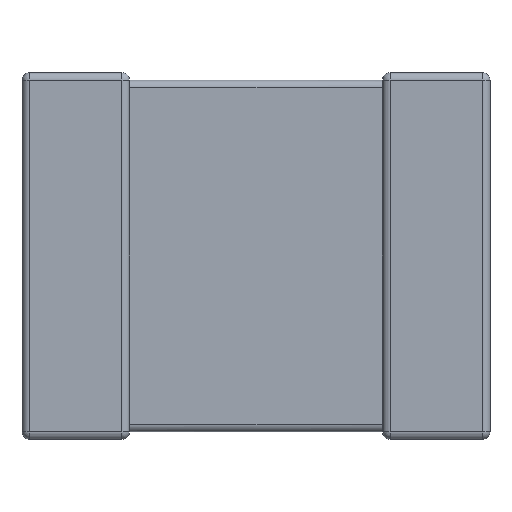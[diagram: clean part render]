
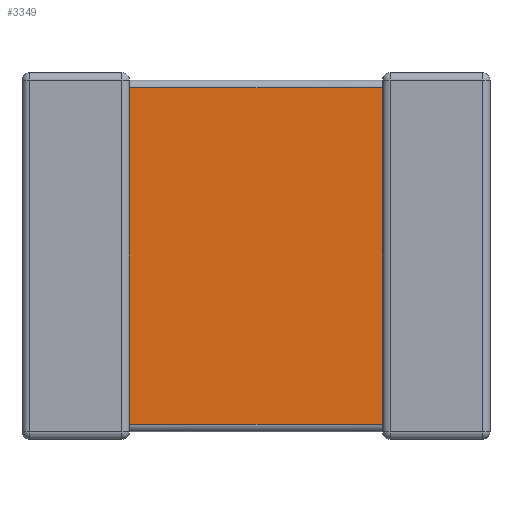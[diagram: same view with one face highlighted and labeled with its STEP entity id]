
A CAD part, front view. The second image highlights one B-rep face of the part: STEP entity #3349.
In plain terms, the highlighted planar face has unit normal (0, -1, 0).
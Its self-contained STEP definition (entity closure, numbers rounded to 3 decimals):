
#145 = EDGE_LOOP ( 'NONE', ( #2633, #1190, #1768, #572 ) ) ;
#295 = CARTESIAN_POINT ( 'NONE',  ( 0.85, 0.06, -2.9 ) ) ;
#351 = DIRECTION ( 'NONE',  ( -1., 0., 0. ) ) ;
#371 = VECTOR ( 'NONE', #351, 1000. ) ;
#572 = ORIENTED_EDGE ( 'NONE', *, *, #3773, .T. ) ;
#617 = CARTESIAN_POINT ( 'NONE',  ( 2.85, 0.06, -2.779 ) ) ;
#662 = VECTOR ( 'NONE', #1595, 1000. ) ;
#671 = DIRECTION ( 'NONE',  ( 0., -1., 0. ) ) ;
#861 = VECTOR ( 'NONE', #1363, 1000. ) ;
#1190 = ORIENTED_EDGE ( 'NONE', *, *, #3639, .T. ) ;
#1259 = CARTESIAN_POINT ( 'NONE',  ( 0.85, 0.06, -2.779 ) ) ;
#1363 = DIRECTION ( 'NONE',  ( 1., 0., 0. ) ) ;
#1492 = LINE ( 'NONE', #2307, #662 ) ;
#1516 = CARTESIAN_POINT ( 'NONE',  ( 2.85, 0.06, -0.121 ) ) ;
#1595 = DIRECTION ( 'NONE',  ( 0., 0., 1. ) ) ;
#1746 = DIRECTION ( 'NONE',  ( 0., 0., 1. ) ) ;
#1768 = ORIENTED_EDGE ( 'NONE', *, *, #2858, .T. ) ;
#1769 = LINE ( 'NONE', #3561, #861 ) ;
#1831 = EDGE_CURVE ( 'NONE', #2707, #2623, #1492, .T. ) ;
#2277 = VERTEX_POINT ( 'NONE', #1516 ) ;
#2307 = CARTESIAN_POINT ( 'NONE',  ( 0.85, 0.06, -2.9 ) ) ;
#2476 = CARTESIAN_POINT ( 'NONE',  ( 2.85, 0.06, -2.9 ) ) ;
#2599 = CARTESIAN_POINT ( 'NONE',  ( 0.85, 0.06, -0.121 ) ) ;
#2623 = VERTEX_POINT ( 'NONE', #2599 ) ;
#2633 = ORIENTED_EDGE ( 'NONE', *, *, #1831, .F. ) ;
#2707 = VERTEX_POINT ( 'NONE', #1259 ) ;
#2811 = VERTEX_POINT ( 'NONE', #617 ) ;
#2858 = EDGE_CURVE ( 'NONE', #2811, #2277, #4040, .T. ) ;
#3349 = ADVANCED_FACE ( 'NONE', ( #3819 ), #4622, .T. ) ;
#3561 = CARTESIAN_POINT ( 'NONE',  ( 2.85, 0.06, -2.779 ) ) ;
#3615 = VECTOR ( 'NONE', #1746, 1000. ) ;
#3639 = EDGE_CURVE ( 'NONE', #2707, #2811, #1769, .T. ) ;
#3773 = EDGE_CURVE ( 'NONE', #2277, #2623, #4245, .T. ) ;
#3819 = FACE_OUTER_BOUND ( 'NONE', #145, .T. ) ;
#3933 = AXIS2_PLACEMENT_3D ( 'NONE', #295, #671, #4601 ) ;
#4040 = LINE ( 'NONE', #2476, #3615 ) ;
#4245 = LINE ( 'NONE', #4655, #371 ) ;
#4601 = DIRECTION ( 'NONE',  ( 0., 0., -1. ) ) ;
#4622 = PLANE ( 'NONE',  #3933 ) ;
#4655 = CARTESIAN_POINT ( 'NONE',  ( 0.85, 0.06, -0.121 ) ) ;
